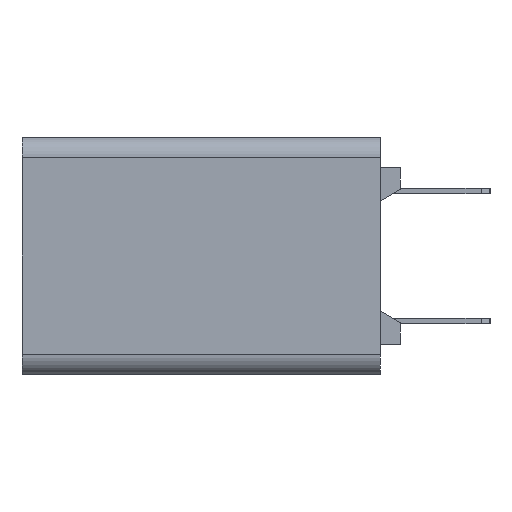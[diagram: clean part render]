
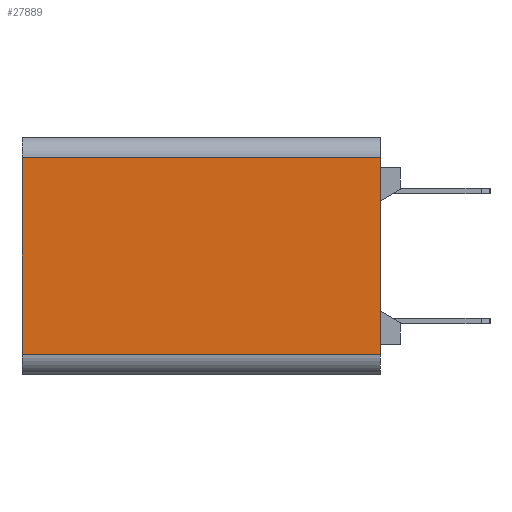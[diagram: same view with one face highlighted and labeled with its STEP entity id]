
A CAD part, left-side view. The second image highlights one B-rep face of the part: STEP entity #27889.
In plain terms, the highlighted planar face has unit normal (-1, 0, 0).
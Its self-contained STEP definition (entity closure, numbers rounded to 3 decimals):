
#239 = CARTESIAN_POINT ( 'NONE',  ( -38.86, 14., -3.85 ) ) ;
#1689 = CARTESIAN_POINT ( 'NONE',  ( -38.86, 14., -3.85 ) ) ;
#2368 = VERTEX_POINT ( 'NONE', #1689 ) ;
#3180 = PLANE ( 'NONE',  #6371 ) ;
#4492 = CARTESIAN_POINT ( 'NONE',  ( -38.86, 14., 3.85 ) ) ;
#5795 = CARTESIAN_POINT ( 'NONE',  ( -38.86, 14., -3.85 ) ) ;
#6130 = DIRECTION ( 'NONE',  ( 1., 0., 0. ) ) ;
#6371 = AXIS2_PLACEMENT_3D ( 'NONE', #5795, #6130, #18959 ) ;
#7815 = LINE ( 'NONE', #13935, #29476 ) ;
#9743 = VERTEX_POINT ( 'NONE', #4492 ) ;
#10002 = EDGE_LOOP ( 'NONE', ( #14571, #30779, #24021, #19367 ) ) ;
#10239 = VERTEX_POINT ( 'NONE', #31634 ) ;
#10942 = DIRECTION ( 'NONE',  ( 0., 0., 1. ) ) ;
#12415 = LINE ( 'NONE', #17839, #24875 ) ;
#13935 = CARTESIAN_POINT ( 'NONE',  ( -38.86, 14., -3.85 ) ) ;
#14571 = ORIENTED_EDGE ( 'NONE', *, *, #29569, .T. ) ;
#14830 = EDGE_CURVE ( 'NONE', #2368, #10239, #7815, .T. ) ;
#17703 = EDGE_CURVE ( 'NONE', #2368, #9743, #24264, .T. ) ;
#17839 = CARTESIAN_POINT ( 'NONE',  ( -38.86, 0., -3.85 ) ) ;
#18710 = EDGE_CURVE ( 'NONE', #9743, #28994, #27836, .T. ) ;
#18959 = DIRECTION ( 'NONE',  ( 0., 0., -1. ) ) ;
#19367 = ORIENTED_EDGE ( 'NONE', *, *, #14830, .T. ) ;
#24021 = ORIENTED_EDGE ( 'NONE', *, *, #17703, .F. ) ;
#24264 = LINE ( 'NONE', #239, #27995 ) ;
#24638 = DIRECTION ( 'NONE',  ( 0., -1., 0. ) ) ;
#24875 = VECTOR ( 'NONE', #27861, 1000. ) ;
#27212 = FACE_OUTER_BOUND ( 'NONE', #10002, .T. ) ;
#27836 = LINE ( 'NONE', #33612, #29733 ) ;
#27861 = DIRECTION ( 'NONE',  ( 0., 0., 1. ) ) ;
#27889 = ADVANCED_FACE ( 'NONE', ( #27212 ), #3180, .F. ) ;
#27995 = VECTOR ( 'NONE', #10942, 1000. ) ;
#28994 = VERTEX_POINT ( 'NONE', #34413 ) ;
#29476 = VECTOR ( 'NONE', #24638, 1000. ) ;
#29569 = EDGE_CURVE ( 'NONE', #10239, #28994, #12415, .T. ) ;
#29733 = VECTOR ( 'NONE', #30458, 1000. ) ;
#30458 = DIRECTION ( 'NONE',  ( 0., -1., 0. ) ) ;
#30779 = ORIENTED_EDGE ( 'NONE', *, *, #18710, .F. ) ;
#31634 = CARTESIAN_POINT ( 'NONE',  ( -38.86, 0., -3.85 ) ) ;
#33612 = CARTESIAN_POINT ( 'NONE',  ( -38.86, 14., 3.85 ) ) ;
#34413 = CARTESIAN_POINT ( 'NONE',  ( -38.86, 0., 3.85 ) ) ;
